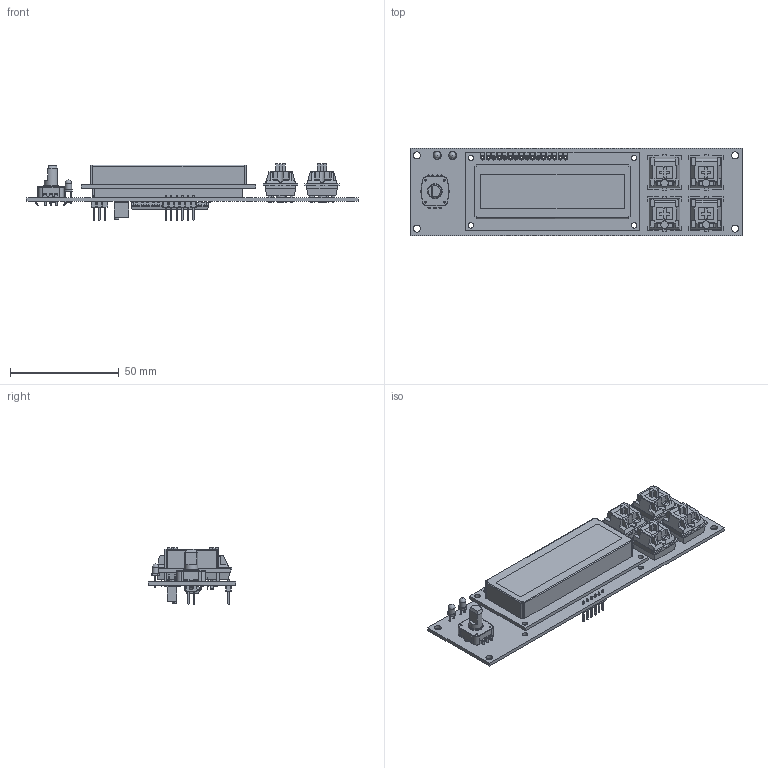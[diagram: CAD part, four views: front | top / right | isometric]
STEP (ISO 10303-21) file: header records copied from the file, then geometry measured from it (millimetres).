
FILE_DESCRIPTION(('KiCad electronic assembly'),'2;1');
FILE_NAME('control-panel.step','2024-07-25T09:39:20',('Pcbnew'),('Kicad' ),'Open CASCADE STEP processor 7.6','KiCad to STEP converter', 'Unknown');
FILE_SCHEMA(('AUTOMOTIVE_DESIGN { 1 0 10303 214 1 1 1 1 }'));
Length unit declared in the file: millimetre
Products named in the file (22): control-panel 1; switch; cherry mx v28; EC12 Encoder 10mm 3pin; EC12_10mm (3); LED_D3.0mm; WC1602A; Pad_001_sp; Potentiometer_Bourns_3266W_Vertical; R_1206_3216Metric; PinHeader_1x06_P2.54mm_Vertical; PinHeader_1x06_P254mm_Vertical; PinHeader_2x03_P2.54mm_Vertical; PinHeader_2x03_P254mm_Vertical; C_1206_3216Metric; DIP-28_W7.62mm; control-panel_PCB
Assembly tree (30 placements, depth 3):
  control-panel 1
    switch  x4
      cherry mx v28
    EC12 Encoder 10mm 3pin
      EC12_10mm (3)
    LED_D3.0mm  x2
      LED_D3.0mm
    WC1602A
      Pad_001_sp
    Potentiometer_Bourns_3266W_Vertical
      Potentiometer_Bourns_3266W_Vertical
    R_1206_3216Metric  x6
      R_1206_3216Metric
    PinHeader_1x06_P2.54mm_Vertical
      PinHeader_1x06_P254mm_Vertical
    PinHeader_2x03_P2.54mm_Vertical
      PinHeader_2x03_P254mm_Vertical
    C_1206_3216Metric
      C_1206_3216Metric
    DIP-28_W7.62mm
      DIP-28_W7.62mm
    control-panel_PCB
Bounding box: 152.4 x 40.01 x 25.88 mm (x, y, z)
Volume: 40092.2 mm3; surface area: 32582.2 mm2
Topology: 52 solids, 52 shells, 2059 faces, 5300 edges, 3378 vertices
Faces by surface type: plane 1536, cylinder 448, bspline 40, cone 17, sphere 12, torus 6
Full cylindrical faces by diameter (mm): 0.46 x3, 0.8 x39, 0.9 x4, 1 x32, 1.1 x3, 1.2 x16, 1.5 x8, 1.6 x8, 1.7 x8, 1.78 x1, 2.2 x2, 2.5 x8, 3 x2, 3.251 x4, 3.85 x4, 4 x4, 5 x1, 5.5 x1, 6 x1, 6.1 x1, 6.7 x1, 7 x1, 8 x1
Entity records: 54622 total; most frequent: CARTESIAN_POINT 8494, ORIENTED_EDGE 7928, DIRECTION 7701, EDGE_CURVE 3964, LINE 3203, VECTOR 3203, VERTEX_POINT 2509, AXIS2_PLACEMENT_3D 2249
